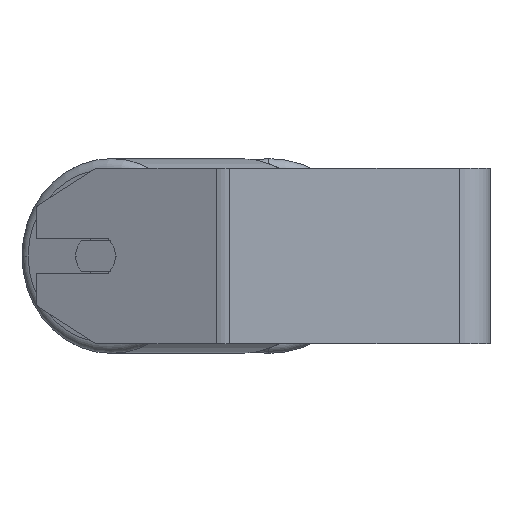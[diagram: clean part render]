
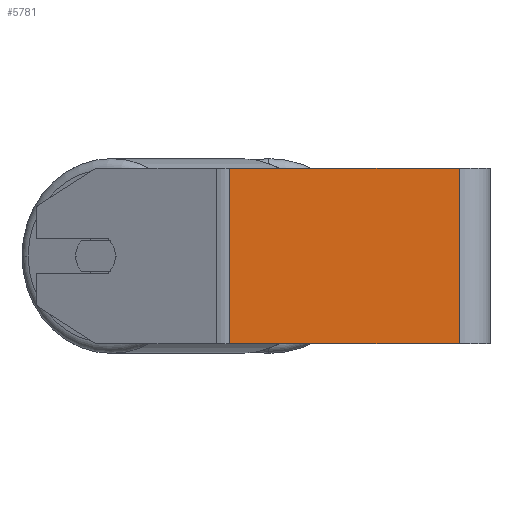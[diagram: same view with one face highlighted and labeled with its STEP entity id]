
A CAD part, left-side view. The second image highlights one B-rep face of the part: STEP entity #5781.
In plain terms, the highlighted planar face has unit normal (-1, 0, 0).
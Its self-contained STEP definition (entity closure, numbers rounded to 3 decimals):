
#144 = EDGE_CURVE ( 'NONE', #8335, #6426, #3459, .T. ) ;
#231 = EDGE_CURVE ( 'NONE', #6426, #5843, #2275, .T. ) ;
#276 = ORIENTED_EDGE ( 'NONE', *, *, #5896, .T. ) ;
#444 = CARTESIAN_POINT ( 'NONE',  ( -285., 14., 40. ) ) ;
#530 = CARTESIAN_POINT ( 'NONE',  ( -285., 119.046, 40. ) ) ;
#832 = DIRECTION ( 'NONE',  ( 0., -1., 0. ) ) ;
#1138 = LINE ( 'NONE', #5608, #4171 ) ;
#1190 = ORIENTED_EDGE ( 'NONE', *, *, #144, .F. ) ;
#1240 = VECTOR ( 'NONE', #8161, 1000. ) ;
#2275 = LINE ( 'NONE', #444, #1240 ) ;
#2416 = CARTESIAN_POINT ( 'NONE',  ( -285., 122.15, -40. ) ) ;
#2598 = VECTOR ( 'NONE', #832, 1000. ) ;
#2658 = CARTESIAN_POINT ( 'NONE',  ( -285., 14., 40. ) ) ;
#2889 = DIRECTION ( 'NONE',  ( 1., 0., 0. ) ) ;
#2910 = ORIENTED_EDGE ( 'NONE', *, *, #231, .F. ) ;
#3459 = LINE ( 'NONE', #6547, #2598 ) ;
#4035 = VECTOR ( 'NONE', #5008, 1000. ) ;
#4049 = EDGE_LOOP ( 'NONE', ( #4566, #2910, #1190, #276 ) ) ;
#4166 = CARTESIAN_POINT ( 'NONE',  ( -285., 14., -40. ) ) ;
#4171 = VECTOR ( 'NONE', #6219, 1000. ) ;
#4566 = ORIENTED_EDGE ( 'NONE', *, *, #5983, .T. ) ;
#4838 = CARTESIAN_POINT ( 'NONE',  ( -285., 122.15, 40. ) ) ;
#5008 = DIRECTION ( 'NONE',  ( 0., -1., 0. ) ) ;
#5297 = VERTEX_POINT ( 'NONE', #7177 ) ;
#5485 = PLANE ( 'NONE',  #6913 ) ;
#5608 = CARTESIAN_POINT ( 'NONE',  ( -285., 119.046, 40. ) ) ;
#5781 = ADVANCED_FACE ( 'NONE', ( #7498 ), #5485, .F. ) ;
#5843 = VERTEX_POINT ( 'NONE', #4166 ) ;
#5896 = EDGE_CURVE ( 'NONE', #8335, #5297, #1138, .T. ) ;
#5983 = EDGE_CURVE ( 'NONE', #5297, #5843, #8262, .T. ) ;
#6219 = DIRECTION ( 'NONE',  ( 0., 0., -1. ) ) ;
#6426 = VERTEX_POINT ( 'NONE', #2658 ) ;
#6547 = CARTESIAN_POINT ( 'NONE',  ( -285., 122.15, 40. ) ) ;
#6699 = DIRECTION ( 'NONE',  ( 0., 0., -1. ) ) ;
#6913 = AXIS2_PLACEMENT_3D ( 'NONE', #4838, #2889, #6699 ) ;
#7177 = CARTESIAN_POINT ( 'NONE',  ( -285., 119.046, -40. ) ) ;
#7498 = FACE_OUTER_BOUND ( 'NONE', #4049, .T. ) ;
#8161 = DIRECTION ( 'NONE',  ( 0., 0., -1. ) ) ;
#8262 = LINE ( 'NONE', #2416, #4035 ) ;
#8335 = VERTEX_POINT ( 'NONE', #530 ) ;
